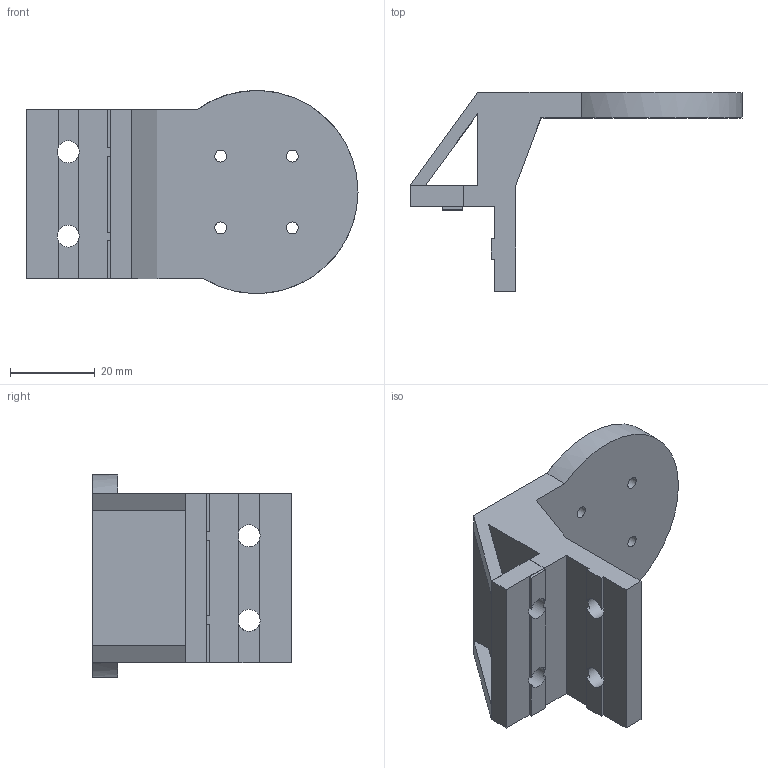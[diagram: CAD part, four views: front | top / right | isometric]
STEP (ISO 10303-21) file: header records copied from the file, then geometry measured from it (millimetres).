
FILE_DESCRIPTION(/* description */ (''),/* implementation_level */ '2;1');
FILE_NAME(/* name */ 'PING-M-MOUNT-R2-dup.step',/* time_stamp */ '2021-07-08T09:10:38+02:00',/* author */ (''),/* organization */ (''),/* preprocessor_version */ 'ST-DEVELOPER v18.1',/* originating_system */ 'Autodesk Translation Framework v10.9.0.1377',/* authorisation */ '');
FILE_SCHEMA (('AUTOMOTIVE_DESIGN { 1 0 10303 214 3 1 1 }'));
Length unit declared in the file: millimetre
Products named in the file (1): PING-M-MOUNT-R2
Bounding box: 78.5 x 47 x 48 mm (x, y, z)
Volume: 31732.7 mm3; surface area: 12458.8 mm2
Topology: 1 solids, 1 shells, 60 faces, 177 edges, 115 vertices
Faces by surface type: plane 43, cylinder 9, cone 8
Full cylindrical faces by diameter (mm): 2.8 x4, 5.2 x4, 48 x1
Entity records: 2055 total; most frequent: ORIENTED_EDGE 354, CARTESIAN_POINT 353, DIRECTION 344, EDGE_CURVE 177, LINE 132, VECTOR 132, VERTEX_POINT 115, AXIS2_PLACEMENT_3D 106
